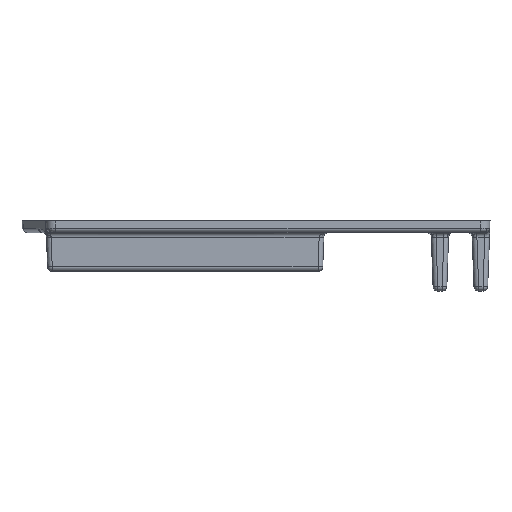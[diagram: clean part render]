
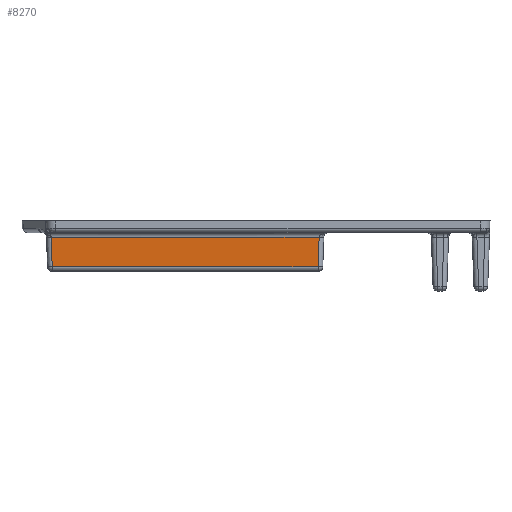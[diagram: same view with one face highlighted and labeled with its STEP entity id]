
A CAD part, left-side view. The second image highlights one B-rep face of the part: STEP entity #8270.
In plain terms, the highlighted planar face has unit normal (-0.999, 0, -0.035).
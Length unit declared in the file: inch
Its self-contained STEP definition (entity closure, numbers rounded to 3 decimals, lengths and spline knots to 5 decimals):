
#610 = PLANE ( 'NONE',  #5301 ) ;
#1147 = EDGE_CURVE ( 'NONE', #1454, #3428, #9665, .T. ) ;
#1367 = LINE ( 'NONE', #3126, #1858 ) ;
#1454 = VERTEX_POINT ( 'NONE', #1916 ) ;
#1476 = DIRECTION ( 'NONE',  ( -0.999, 0., -0.035 ) ) ;
#1858 = VECTOR ( 'NONE', #9051, 39.37008 ) ;
#1865 = EDGE_CURVE ( 'NONE', #11021, #7272, #6562, .T. ) ;
#1916 = CARTESIAN_POINT ( 'NONE',  ( -2.06542, -0.06423, -0.36674 ) ) ;
#2010 = DIRECTION ( 'NONE',  ( 0.035, -0.035, -0.999 ) ) ;
#2174 = VECTOR ( 'NONE', #6757, 39.37008 ) ;
#2440 = EDGE_CURVE ( 'NONE', #3428, #11021, #8691, .T. ) ;
#2464 = EDGE_LOOP ( 'NONE', ( #7749, #3378, #2899, #9304 ) ) ;
#2863 = VECTOR ( 'NONE', #10698, 39.37008 ) ;
#2899 = ORIENTED_EDGE ( 'NONE', *, *, #1147, .T. ) ;
#3126 = CARTESIAN_POINT ( 'NONE',  ( -2.06542, -0.06254, -0.36674 ) ) ;
#3158 = EDGE_CURVE ( 'NONE', #7272, #1454, #1367, .T. ) ;
#3378 = ORIENTED_EDGE ( 'NONE', *, *, #3158, .T. ) ;
#3428 = VERTEX_POINT ( 'NONE', #3506 ) ;
#3506 = CARTESIAN_POINT ( 'NONE',  ( -2.07654, -0.07535, -0.04826 ) ) ;
#3740 = CARTESIAN_POINT ( 'NONE',  ( -2.0638, 2.77899, -0.41326 ) ) ;
#5301 = AXIS2_PLACEMENT_3D ( 'NONE', #9896, #1476, #7403 ) ;
#5452 = FACE_OUTER_BOUND ( 'NONE', #2464, .T. ) ;
#5496 = CARTESIAN_POINT ( 'NONE',  ( -2.06542, 2.78062, -0.36674 ) ) ;
#6291 = VECTOR ( 'NONE', #2010, 39.37008 ) ;
#6562 = LINE ( 'NONE', #3740, #6291 ) ;
#6757 = DIRECTION ( 'NONE',  ( 0., 1., 0. ) ) ;
#7272 = VERTEX_POINT ( 'NONE', #5496 ) ;
#7403 = DIRECTION ( 'NONE',  ( -0.035, 0., 0.999 ) ) ;
#7428 = CARTESIAN_POINT ( 'NONE',  ( -2.07654, 2.79174, -0.04826 ) ) ;
#7749 = ORIENTED_EDGE ( 'NONE', *, *, #1865, .T. ) ;
#8270 = ADVANCED_FACE ( 'NONE', ( #5452 ), #610, .T. ) ;
#8691 = LINE ( 'NONE', #11065, #2174 ) ;
#9051 = DIRECTION ( 'NONE',  ( 0., -1., 0. ) ) ;
#9304 = ORIENTED_EDGE ( 'NONE', *, *, #2440, .T. ) ;
#9665 = LINE ( 'NONE', #9821, #2863 ) ;
#9821 = CARTESIAN_POINT ( 'NONE',  ( -2.07468, -0.07348, -0.10174 ) ) ;
#9896 = CARTESIAN_POINT ( 'NONE',  ( -2.07823, 2.84339, 0. ) ) ;
#10698 = DIRECTION ( 'NONE',  ( -0.035, -0.035, 0.999 ) ) ;
#11021 = VERTEX_POINT ( 'NONE', #7428 ) ;
#11065 = CARTESIAN_POINT ( 'NONE',  ( -2.07654, 2.84339, -0.04826 ) ) ;
